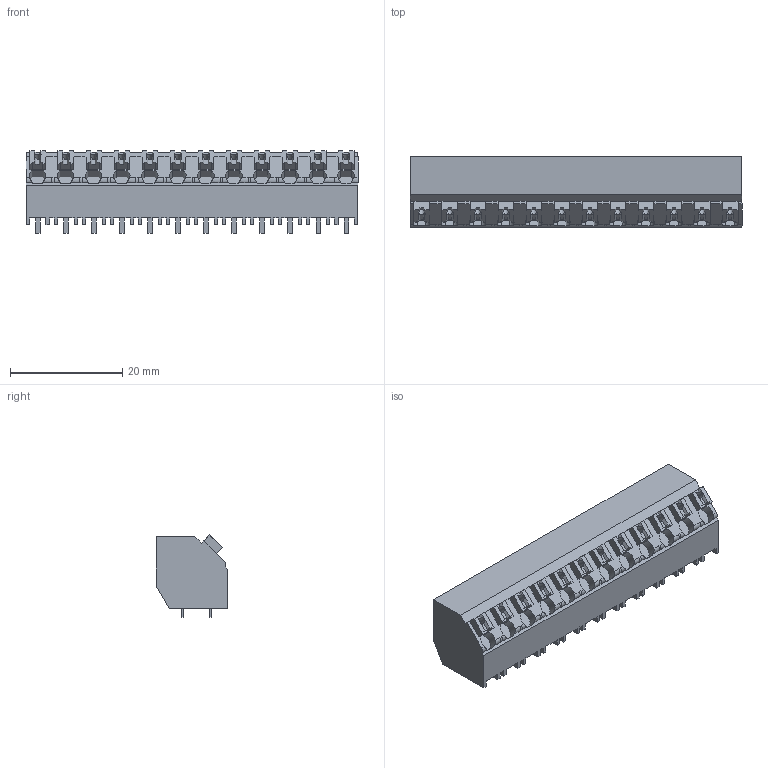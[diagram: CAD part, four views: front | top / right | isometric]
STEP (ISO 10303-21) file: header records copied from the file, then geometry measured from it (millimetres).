
FILE_DESCRIPTION(('CATIA V5 STEP Exchange','CAx-IF Rec.Pracs.--- Model Styling and Organization---1.2---2011-12-15'),'2;1');
FILE_NAME ('D1458405_0_1884680000_1884680000.stp','2018-03-20T12:21:15+00:00',('none'),('Weidmueller'),'CATIA Version 5-6 Release 2014','CATIA V5 STEP AP214','none');
FILE_SCHEMA(('AUTOMOTIVE_DESIGN { 1 0 10303 214 1 1 1 1 }'));
Length unit declared in the file: millimetre
Products named in the file (1): 1884680000
Bounding box: 59.2 x 12.7 x 14.66 mm (x, y, z)
Volume: 6812.5 mm3; surface area: 6445.8 mm2
Topology: 37 solids, 37 shells, 885 faces, 2510 edges, 1710 vertices
Faces by surface type: plane 803, cylinder 82
Entity records: 26066 total; most frequent: CARTESIAN_POINT 5064, ORIENTED_EDGE 5020, DIRECTION 3188, EDGE_CURVE 2510, VECTOR 2247, LINE 2247, VERTEX_POINT 1710, EDGE_LOOP 920
